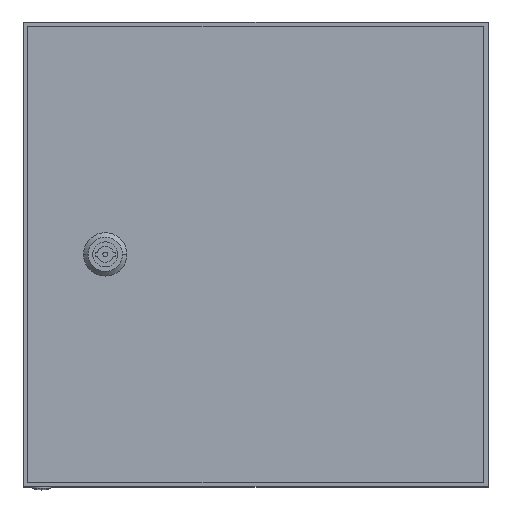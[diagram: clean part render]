
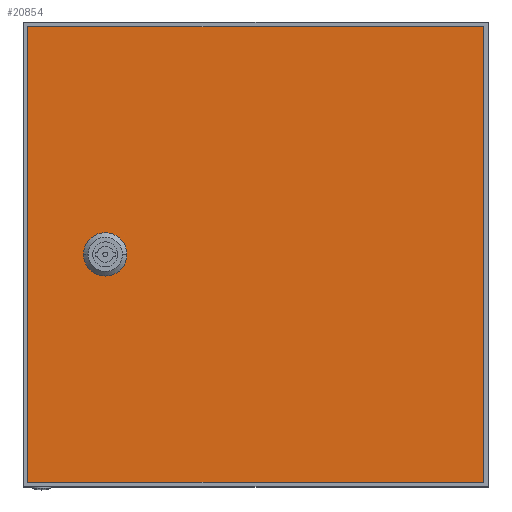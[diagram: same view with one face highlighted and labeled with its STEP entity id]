
A CAD part, top view. The second image highlights one B-rep face of the part: STEP entity #20854.
In plain terms, the highlighted planar face has unit normal (0, 0, 1).
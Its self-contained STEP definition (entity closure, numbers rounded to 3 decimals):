
#334 = DIRECTION ( 'NONE',  ( 0., -1., 0. ) ) ;
#981 = CARTESIAN_POINT ( 'NONE',  ( 52.72, 150., 16.85 ) ) ;
#1062 = DIRECTION ( 'NONE',  ( 0., 0., -1. ) ) ;
#1162 = AXIS2_PLACEMENT_3D ( 'NONE', #1636, #12080, #24459 ) ;
#1189 = DIRECTION ( 'NONE',  ( 0., 1., 0. ) ) ;
#1422 = CARTESIAN_POINT ( 'NONE',  ( 38.72, 150., 16.85 ) ) ;
#1636 = CARTESIAN_POINT ( 'NONE',  ( 0., 0., 16.85 ) ) ;
#4417 = DIRECTION ( 'NONE',  ( 0., 0., -1. ) ) ;
#4771 = CARTESIAN_POINT ( 'NONE',  ( 296.72, 3., 16.85 ) ) ;
#5039 = LINE ( 'NONE', #40737, #24996 ) ;
#5121 = VERTEX_POINT ( 'NONE', #4771 ) ;
#5778 = DIRECTION ( 'NONE',  ( -1., 0., 0. ) ) ;
#6396 = CARTESIAN_POINT ( 'NONE',  ( 2.72, 297., 16.85 ) ) ;
#8075 = CARTESIAN_POINT ( 'NONE',  ( 52.72, 150., 16.85 ) ) ;
#10261 = CARTESIAN_POINT ( 'NONE',  ( 2.72, 3., 16.85 ) ) ;
#11456 = FACE_BOUND ( 'NONE', #18305, .T. ) ;
#11789 = CARTESIAN_POINT ( 'NONE',  ( 2.72, 3., 16.85 ) ) ;
#12080 = DIRECTION ( 'NONE',  ( 0., 0., 1. ) ) ;
#12680 = ORIENTED_EDGE ( 'NONE', *, *, #32078, .T. ) ;
#13576 = EDGE_CURVE ( 'NONE', #17144, #17467, #36477, .T. ) ;
#14830 = ORIENTED_EDGE ( 'NONE', *, *, #13576, .T. ) ;
#17144 = VERTEX_POINT ( 'NONE', #39416 ) ;
#17307 = VERTEX_POINT ( 'NONE', #19446 ) ;
#17467 = VERTEX_POINT ( 'NONE', #10261 ) ;
#17731 = CIRCLE ( 'NONE', #33452, 14. ) ;
#18305 = EDGE_LOOP ( 'NONE', ( #32209, #37354 ) ) ;
#18988 = CIRCLE ( 'NONE', #35423, 14. ) ;
#19446 = CARTESIAN_POINT ( 'NONE',  ( 66.72, 150., 16.85 ) ) ;
#20854 = ADVANCED_FACE ( 'NONE', ( #11456, #38429 ), #28522, .T. ) ;
#21104 = DIRECTION ( 'NONE',  ( -1., 0., 0. ) ) ;
#21372 = CARTESIAN_POINT ( 'NONE',  ( 296.72, 297., 16.85 ) ) ;
#22720 = CARTESIAN_POINT ( 'NONE',  ( 2.72, 297., 16.85 ) ) ;
#23153 = EDGE_CURVE ( 'NONE', #28432, #17307, #17731, .T. ) ;
#23301 = VECTOR ( 'NONE', #31900, 1000. ) ;
#24208 = ORIENTED_EDGE ( 'NONE', *, *, #24987, .T. ) ;
#24459 = DIRECTION ( 'NONE',  ( 1., 0., 0. ) ) ;
#24987 = EDGE_CURVE ( 'NONE', #17467, #5121, #38765, .T. ) ;
#24996 = VECTOR ( 'NONE', #1189, 1000. ) ;
#28432 = VERTEX_POINT ( 'NONE', #1422 ) ;
#28522 = PLANE ( 'NONE',  #1162 ) ;
#28844 = LINE ( 'NONE', #6396, #41668 ) ;
#31900 = DIRECTION ( 'NONE',  ( 1., 0., 0. ) ) ;
#32078 = EDGE_CURVE ( 'NONE', #5121, #41898, #5039, .T. ) ;
#32209 = ORIENTED_EDGE ( 'NONE', *, *, #23153, .T. ) ;
#32356 = EDGE_LOOP ( 'NONE', ( #14830, #24208, #12680, #41188 ) ) ;
#33137 = EDGE_CURVE ( 'NONE', #17307, #28432, #18988, .T. ) ;
#33452 = AXIS2_PLACEMENT_3D ( 'NONE', #8075, #1062, #21104 ) ;
#35423 = AXIS2_PLACEMENT_3D ( 'NONE', #981, #4417, #36291 ) ;
#35783 = VECTOR ( 'NONE', #334, 1000. ) ;
#36291 = DIRECTION ( 'NONE',  ( -1., 0., 0. ) ) ;
#36477 = LINE ( 'NONE', #22720, #35783 ) ;
#36515 = EDGE_CURVE ( 'NONE', #41898, #17144, #28844, .T. ) ;
#37354 = ORIENTED_EDGE ( 'NONE', *, *, #33137, .T. ) ;
#38429 = FACE_OUTER_BOUND ( 'NONE', #32356, .T. ) ;
#38765 = LINE ( 'NONE', #11789, #23301 ) ;
#39416 = CARTESIAN_POINT ( 'NONE',  ( 2.72, 297., 16.85 ) ) ;
#40737 = CARTESIAN_POINT ( 'NONE',  ( 296.72, 297., 16.85 ) ) ;
#41188 = ORIENTED_EDGE ( 'NONE', *, *, #36515, .T. ) ;
#41668 = VECTOR ( 'NONE', #5778, 1000. ) ;
#41898 = VERTEX_POINT ( 'NONE', #21372 ) ;
